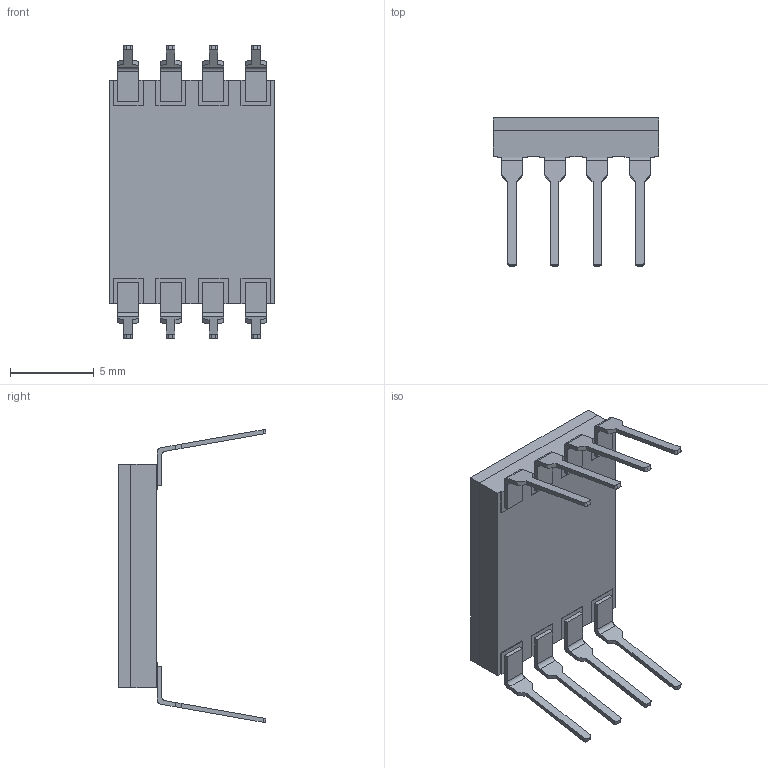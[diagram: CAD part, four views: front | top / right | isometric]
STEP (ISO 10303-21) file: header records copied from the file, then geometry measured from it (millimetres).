
FILE_DESCRIPTION (( 'STEP AP203' ), '1' );
FILE_NAME ('Display-pkg.STEP', '2020-07-01T17:36:42', ( '' ), ( '' ), 'SwSTEP 2.0', 'SolidWorks 2017', '' );
FILE_SCHEMA (( 'CONFIG_CONTROL_DESIGN' ));
Length unit declared in the file: inch
Products named in the file (3): Display-pkg; 35437-003; 30376-001
Assembly tree (2 placements, depth 2):
  Display-pkg
    30376-001
    35437-003
Bounding box: 9.91 x 8.82 x 17.51 mm (x, y, z)
Volume: 240.1 mm3; surface area: 810.3 mm2
Topology: 2 solids, 2 shells, 685 faces, 1823 edges, 1210 vertices
Faces by surface type: plane 620, cylinder 65
Entity records: 21250 total; most frequent: CARTESIAN_POINT 3723, ORIENTED_EDGE 3646, DIRECTION 3333, EDGE_CURVE 1823, VECTOR 1693, LINE 1693, VERTEX_POINT 1210, AXIS2_PLACEMENT_3D 820
